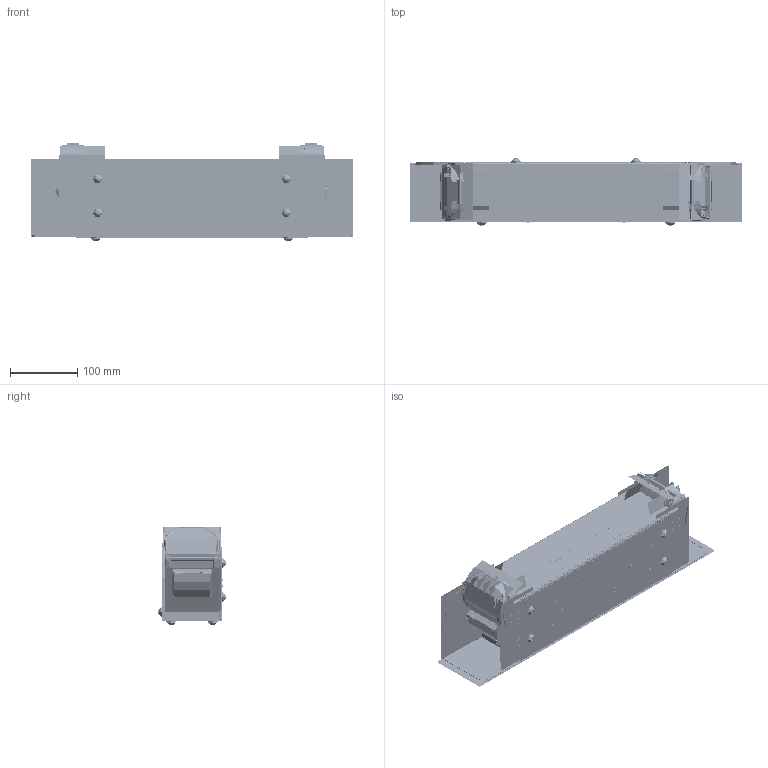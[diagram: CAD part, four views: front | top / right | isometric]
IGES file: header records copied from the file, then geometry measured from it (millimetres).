
Start section:  PTC IGES file: 193929.igs
Global section: file name: 193929.igs; native system: Creo Parametric by Parametric Technology Corporation; preprocessor: 2013230; author: pdmadmin; organization: Unknown; date: 20160307.132903; units: millimetre
Bounding box: 492.96 x 99.53 x 145.77 mm (x, y, z)
Volume: 953518.8 mm3; surface area: 9411727.4 mm2
Topology: 67 solids, 92 shells, 13880 faces, 81461 edges, 110209 vertices
Faces by surface type: bspline 7120, revolution 6432, extrusion 328
